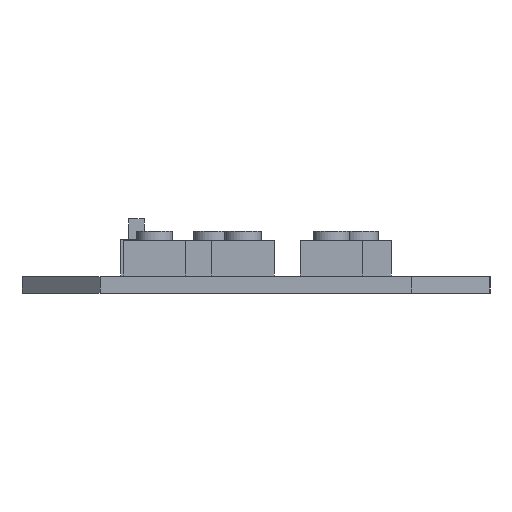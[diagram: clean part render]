
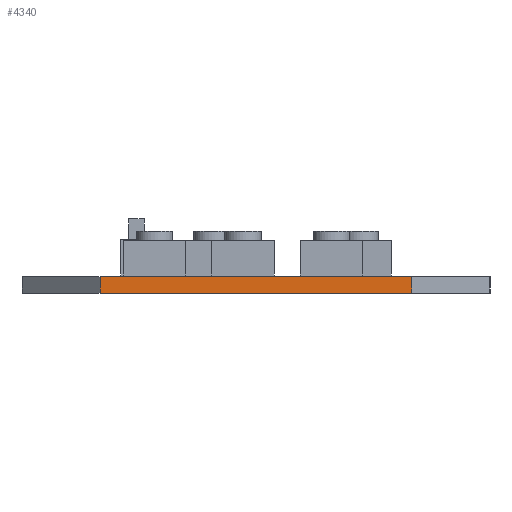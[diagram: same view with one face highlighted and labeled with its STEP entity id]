
A CAD part, left-side view. The second image highlights one B-rep face of the part: STEP entity #4340.
In plain terms, the highlighted planar face has unit normal (-1, 0, 0).
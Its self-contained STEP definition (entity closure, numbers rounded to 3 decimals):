
#1307 = PLANE('',#1308);
#1308 = AXIS2_PLACEMENT_3D('',#1309,#1310,#1311);
#1309 = CARTESIAN_POINT('',(-62.5,15.,0.));
#1310 = DIRECTION('',(-0.707,0.707,0.));
#1311 = DIRECTION('',(0.707,0.707,0.));
#1335 = PLANE('',#1336);
#1336 = AXIS2_PLACEMENT_3D('',#1337,#1338,#1339);
#1337 = CARTESIAN_POINT('',(0.,0.,1.6));
#1338 = DIRECTION('',(-0.,-0.,-1.));
#1339 = DIRECTION('',(-1.,0.,0.));
#1389 = PLANE('',#1390);
#1390 = AXIS2_PLACEMENT_3D('',#1391,#1392,#1393);
#1391 = CARTESIAN_POINT('',(0.,0.,0.));
#1392 = DIRECTION('',(-0.,-0.,-1.));
#1393 = DIRECTION('',(-1.,0.,0.));
#1404 = EDGE_CURVE('',#1405,#1407,#1409,.T.);
#1405 = VERTEX_POINT('',#1406);
#1406 = CARTESIAN_POINT('',(-62.5,15.,0.));
#1407 = VERTEX_POINT('',#1408);
#1408 = CARTESIAN_POINT('',(-62.5,15.,1.6));
#1409 = SURFACE_CURVE('',#1410,(#1414,#1421),.PCURVE_S1.);
#1410 = LINE('',#1411,#1412);
#1411 = CARTESIAN_POINT('',(-62.5,15.,0.));
#1412 = VECTOR('',#1413,1.);
#1413 = DIRECTION('',(0.,0.,1.));
#1414 = PCURVE('',#1307,#1415);
#1415 = DEFINITIONAL_REPRESENTATION('',(#1416),#1420);
#1416 = LINE('',#1417,#1418);
#1417 = CARTESIAN_POINT('',(0.,0.));
#1418 = VECTOR('',#1419,1.);
#1419 = DIRECTION('',(0.,-1.));
#1420 = ( GEOMETRIC_REPRESENTATION_CONTEXT(2) 
PARAMETRIC_REPRESENTATION_CONTEXT() REPRESENTATION_CONTEXT('2D SPACE',''
  ) );
#1421 = PCURVE('',#1422,#1427);
#1422 = PLANE('',#1423);
#1423 = AXIS2_PLACEMENT_3D('',#1424,#1425,#1426);
#1424 = CARTESIAN_POINT('',(-62.5,-15.,0.));
#1425 = DIRECTION('',(-1.,0.,0.));
#1426 = DIRECTION('',(0.,1.,0.));
#1427 = DEFINITIONAL_REPRESENTATION('',(#1428),#1432);
#1428 = LINE('',#1429,#1430);
#1429 = CARTESIAN_POINT('',(30.,0.));
#1430 = VECTOR('',#1431,1.);
#1431 = DIRECTION('',(0.,-1.));
#1432 = ( GEOMETRIC_REPRESENTATION_CONTEXT(2) 
PARAMETRIC_REPRESENTATION_CONTEXT() REPRESENTATION_CONTEXT('2D SPACE',''
  ) );
#1638 = VERTEX_POINT('',#1639);
#1639 = CARTESIAN_POINT('',(-62.5,-15.,0.));
#1653 = PLANE('',#1654);
#1654 = AXIS2_PLACEMENT_3D('',#1655,#1656,#1657);
#1655 = CARTESIAN_POINT('',(-55.,-22.5,0.));
#1656 = DIRECTION('',(-0.707,-0.707,0.));
#1657 = DIRECTION('',(-0.707,0.707,0.));
#1665 = EDGE_CURVE('',#1638,#1405,#1666,.T.);
#1666 = SURFACE_CURVE('',#1667,(#1671,#1678),.PCURVE_S1.);
#1667 = LINE('',#1668,#1669);
#1668 = CARTESIAN_POINT('',(-62.5,-15.,0.));
#1669 = VECTOR('',#1670,1.);
#1670 = DIRECTION('',(0.,1.,0.));
#1671 = PCURVE('',#1389,#1672);
#1672 = DEFINITIONAL_REPRESENTATION('',(#1673),#1677);
#1673 = LINE('',#1674,#1675);
#1674 = CARTESIAN_POINT('',(62.5,-15.));
#1675 = VECTOR('',#1676,1.);
#1676 = DIRECTION('',(0.,1.));
#1677 = ( GEOMETRIC_REPRESENTATION_CONTEXT(2) 
PARAMETRIC_REPRESENTATION_CONTEXT() REPRESENTATION_CONTEXT('2D SPACE',''
  ) );
#1678 = PCURVE('',#1422,#1679);
#1679 = DEFINITIONAL_REPRESENTATION('',(#1680),#1684);
#1680 = LINE('',#1681,#1682);
#1681 = CARTESIAN_POINT('',(0.,0.));
#1682 = VECTOR('',#1683,1.);
#1683 = DIRECTION('',(1.,0.));
#1684 = ( GEOMETRIC_REPRESENTATION_CONTEXT(2) 
PARAMETRIC_REPRESENTATION_CONTEXT() REPRESENTATION_CONTEXT('2D SPACE',''
  ) );
#3127 = VERTEX_POINT('',#3128);
#3128 = CARTESIAN_POINT('',(-62.5,-15.,1.6));
#3149 = EDGE_CURVE('',#3127,#1407,#3150,.T.);
#3150 = SURFACE_CURVE('',#3151,(#3155,#3162),.PCURVE_S1.);
#3151 = LINE('',#3152,#3153);
#3152 = CARTESIAN_POINT('',(-62.5,-15.,1.6));
#3153 = VECTOR('',#3154,1.);
#3154 = DIRECTION('',(0.,1.,0.));
#3155 = PCURVE('',#1335,#3156);
#3156 = DEFINITIONAL_REPRESENTATION('',(#3157),#3161);
#3157 = LINE('',#3158,#3159);
#3158 = CARTESIAN_POINT('',(62.5,-15.));
#3159 = VECTOR('',#3160,1.);
#3160 = DIRECTION('',(0.,1.));
#3161 = ( GEOMETRIC_REPRESENTATION_CONTEXT(2) 
PARAMETRIC_REPRESENTATION_CONTEXT() REPRESENTATION_CONTEXT('2D SPACE',''
  ) );
#3162 = PCURVE('',#1422,#3163);
#3163 = DEFINITIONAL_REPRESENTATION('',(#3164),#3168);
#3164 = LINE('',#3165,#3166);
#3165 = CARTESIAN_POINT('',(0.,-1.6));
#3166 = VECTOR('',#3167,1.);
#3167 = DIRECTION('',(1.,0.));
#3168 = ( GEOMETRIC_REPRESENTATION_CONTEXT(2) 
PARAMETRIC_REPRESENTATION_CONTEXT() REPRESENTATION_CONTEXT('2D SPACE',''
  ) );
#4340 = ADVANCED_FACE('',(#4341),#1422,.T.);
#4341 = FACE_BOUND('',#4342,.T.);
#4342 = EDGE_LOOP('',(#4343,#4364,#4365,#4366));
#4343 = ORIENTED_EDGE('',*,*,#4344,.T.);
#4344 = EDGE_CURVE('',#1638,#3127,#4345,.T.);
#4345 = SURFACE_CURVE('',#4346,(#4350,#4357),.PCURVE_S1.);
#4346 = LINE('',#4347,#4348);
#4347 = CARTESIAN_POINT('',(-62.5,-15.,0.));
#4348 = VECTOR('',#4349,1.);
#4349 = DIRECTION('',(0.,0.,1.));
#4350 = PCURVE('',#1422,#4351);
#4351 = DEFINITIONAL_REPRESENTATION('',(#4352),#4356);
#4352 = LINE('',#4353,#4354);
#4353 = CARTESIAN_POINT('',(0.,0.));
#4354 = VECTOR('',#4355,1.);
#4355 = DIRECTION('',(0.,-1.));
#4356 = ( GEOMETRIC_REPRESENTATION_CONTEXT(2) 
PARAMETRIC_REPRESENTATION_CONTEXT() REPRESENTATION_CONTEXT('2D SPACE',''
  ) );
#4357 = PCURVE('',#1653,#4358);
#4358 = DEFINITIONAL_REPRESENTATION('',(#4359),#4363);
#4359 = LINE('',#4360,#4361);
#4360 = CARTESIAN_POINT('',(10.607,0.));
#4361 = VECTOR('',#4362,1.);
#4362 = DIRECTION('',(0.,-1.));
#4363 = ( GEOMETRIC_REPRESENTATION_CONTEXT(2) 
PARAMETRIC_REPRESENTATION_CONTEXT() REPRESENTATION_CONTEXT('2D SPACE',''
  ) );
#4364 = ORIENTED_EDGE('',*,*,#3149,.T.);
#4365 = ORIENTED_EDGE('',*,*,#1404,.F.);
#4366 = ORIENTED_EDGE('',*,*,#1665,.F.);
